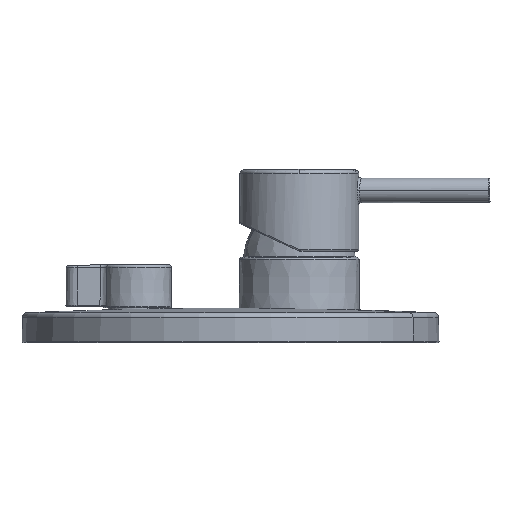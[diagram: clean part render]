
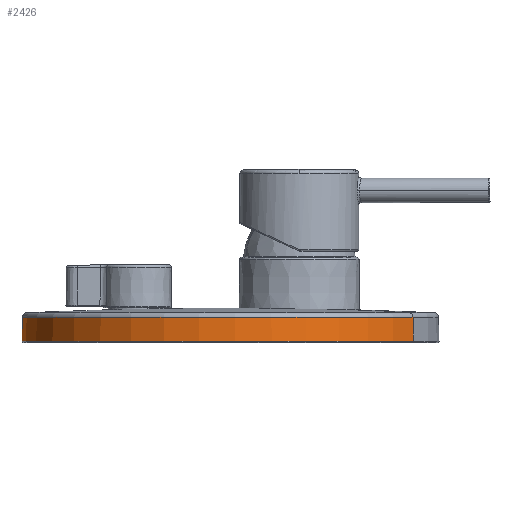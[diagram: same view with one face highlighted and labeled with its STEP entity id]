
A CAD part, left-side view. The second image highlights one B-rep face of the part: STEP entity #2426.
In plain terms, the highlighted conical face has half-angle 1.5 degrees and reference radius 84.697 mm.
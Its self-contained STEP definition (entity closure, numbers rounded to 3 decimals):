
#114 = CARTESIAN_POINT ( 'NONE',  ( 0., 0., 51.74 ) ) ;
#141 = DIRECTION ( 'NONE',  ( 0.013, 0.023, -1. ) ) ;
#187 = DIRECTION ( 'NONE',  ( 0., 0., -1. ) ) ;
#233 = VERTEX_POINT ( 'NONE', #1599 ) ;
#243 = EDGE_CURVE ( 'NONE', #4061, #945, #3111, .T. ) ;
#315 = EDGE_CURVE ( 'NONE', #233, #3438, #1500, .T. ) ;
#337 = CIRCLE ( 'NONE', #3844, 84.745 ) ;
#398 = VECTOR ( 'NONE', #4520, 1000. ) ;
#482 = CARTESIAN_POINT ( 'NONE',  ( 40.606, 74.328, 53.603 ) ) ;
#549 = CIRCLE ( 'NONE', #3004, 85. ) ;
#591 = DIRECTION ( 'NONE',  ( -1., 0., 0. ) ) ;
#613 = CARTESIAN_POINT ( 'NONE',  ( -40.629, -74.371, 51.74 ) ) ;
#945 = VERTEX_POINT ( 'NONE', #3291 ) ;
#1252 = DIRECTION ( 'NONE',  ( 0., 0., -1. ) ) ;
#1500 = LINE ( 'NONE', #482, #4486 ) ;
#1588 = CARTESIAN_POINT ( 'NONE',  ( -40.606, -74.328, 53.603 ) ) ;
#1599 = CARTESIAN_POINT ( 'NONE',  ( 40.629, 74.371, 51.74 ) ) ;
#2356 = CARTESIAN_POINT ( 'NONE',  ( 0., 0., 53.603 ) ) ;
#2385 = CARTESIAN_POINT ( 'NONE',  ( 0., 0., 42.013 ) ) ;
#2394 = CARTESIAN_POINT ( 'NONE',  ( 40.751, 74.595, 42.013 ) ) ;
#2426 = ADVANCED_FACE ( 'NONE', ( #4251 ), #3685, .T. ) ;
#2482 = EDGE_LOOP ( 'NONE', ( #3827, #4647, #3645, #4503 ) ) ;
#2696 = EDGE_CURVE ( 'NONE', #4061, #233, #337, .T. ) ;
#2701 = DIRECTION ( 'NONE',  ( 0., 0., -1. ) ) ;
#3004 = AXIS2_PLACEMENT_3D ( 'NONE', #2385, #187, #3513 ) ;
#3111 = LINE ( 'NONE', #1588, #398 ) ;
#3291 = CARTESIAN_POINT ( 'NONE',  ( -40.751, -74.595, 42.013 ) ) ;
#3438 = VERTEX_POINT ( 'NONE', #2394 ) ;
#3513 = DIRECTION ( 'NONE',  ( 1., 0., 0. ) ) ;
#3591 = AXIS2_PLACEMENT_3D ( 'NONE', #2356, #1252, #4202 ) ;
#3645 = ORIENTED_EDGE ( 'NONE', *, *, #315, .T. ) ;
#3685 = CONICAL_SURFACE ( 'NONE', #3591, 84.696, 0.026 ) ;
#3827 = ORIENTED_EDGE ( 'NONE', *, *, #243, .F. ) ;
#3844 = AXIS2_PLACEMENT_3D ( 'NONE', #114, #2701, #591 ) ;
#3889 = EDGE_CURVE ( 'NONE', #945, #3438, #549, .T. ) ;
#4061 = VERTEX_POINT ( 'NONE', #613 ) ;
#4202 = DIRECTION ( 'NONE',  ( 0.479, 0.878, 0. ) ) ;
#4251 = FACE_OUTER_BOUND ( 'NONE', #2482, .T. ) ;
#4486 = VECTOR ( 'NONE', #141, 1000. ) ;
#4503 = ORIENTED_EDGE ( 'NONE', *, *, #3889, .F. ) ;
#4520 = DIRECTION ( 'NONE',  ( -0.013, -0.023, -1. ) ) ;
#4647 = ORIENTED_EDGE ( 'NONE', *, *, #2696, .T. ) ;
